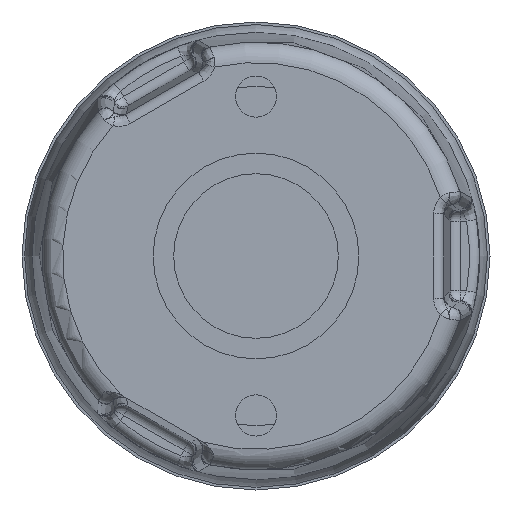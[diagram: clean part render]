
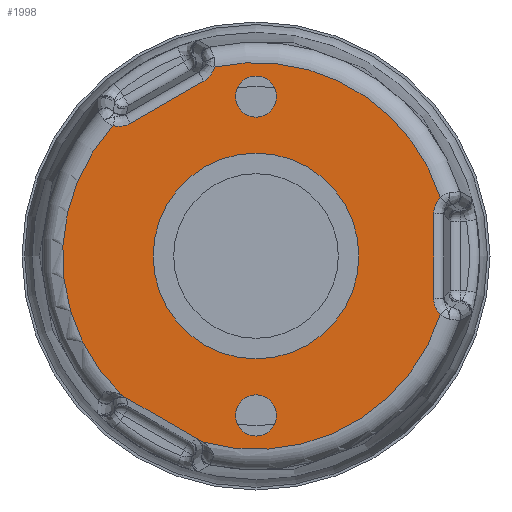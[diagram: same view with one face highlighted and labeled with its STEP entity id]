
A CAD part, front view. The second image highlights one B-rep face of the part: STEP entity #1998.
In plain terms, the highlighted planar face has unit normal (0, -1, 0).
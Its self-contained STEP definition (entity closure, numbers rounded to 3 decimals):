
#105=LINE('',#5875,#164);
#110=LINE('',#13142,#169);
#124=LINE('',#17401,#183);
#164=VECTOR('',#2320,8.233);
#169=VECTOR('',#2341,8.233);
#183=VECTOR('',#2421,9.056);
#226=B_SPLINE_CURVE_WITH_KNOTS('',3,(#5918,#5919,#5920,#5921,#5922,#5923,
#5924),.UNSPECIFIED.,.F.,.F.,(4,1,1,1,4),(0.,0.025,0.05,
0.1,0.175),.UNSPECIFIED.);
#231=B_SPLINE_CURVE_WITH_KNOTS('',3,(#9831,#9832,#9833,#9834,#9835,#9836,
#9837),.UNSPECIFIED.,.F.,.F.,(4,1,1,1,4),(0.,0.1,0.125,
0.15,0.175),.UNSPECIFIED.);
#242=B_SPLINE_CURVE_WITH_KNOTS('',3,(#13179,#13180,#13181,#13182,#13183,
#13184),.UNSPECIFIED.,.F.,.F.,(4,1,1,4),(0.,0.025,0.075,
0.175),.UNSPECIFIED.);
#247=B_SPLINE_CURVE_WITH_KNOTS('',3,(#16783,#16784,#16785,#16786,#16787,
#16788,#16789),.UNSPECIFIED.,.F.,.F.,(4,1,1,1,4),(0.,0.075,
0.125,0.15,0.175),.UNSPECIFIED.);
#371=PLANE('',#2195);
#400=FACE_BOUND('',#688,.T.);
#401=FACE_BOUND('',#689,.T.);
#402=FACE_BOUND('',#690,.T.);
#535=FACE_OUTER_BOUND('',#687,.T.);
#687=EDGE_LOOP('',(#1763,#1764,#1765,#1766,#1767,#1768,#1769,#1770,#1771,
#1772));
#688=EDGE_LOOP('',(#1773));
#689=EDGE_LOOP('',(#1774));
#690=EDGE_LOOP('',(#1775));
#757=CIRCLE('',#2043,10.);
#764=CIRCLE('',#2055,2.);
#766=CIRCLE('',#2058,2.);
#840=CIRCLE('',#2188,18.803);
#841=CIRCLE('',#2190,18.803);
#844=CIRCLE('',#2194,18.803);
#877=VERTEX_POINT('',#2804);
#884=VERTEX_POINT('',#2823);
#886=VERTEX_POINT('',#2828);
#887=VERTEX_POINT('',#4850);
#891=VERTEX_POINT('',#5868);
#894=VERTEX_POINT('',#5873);
#896=VERTEX_POINT('',#8681);
#907=VERTEX_POINT('',#12075);
#911=VERTEX_POINT('',#13135);
#914=VERTEX_POINT('',#13140);
#916=VERTEX_POINT('',#15721);
#955=VERTEX_POINT('',#17395);
#956=VERTEX_POINT('',#17400);
#1052=EDGE_CURVE('',#877,#877,#757,.T.);
#1059=EDGE_CURVE('',#884,#884,#764,.T.);
#1061=EDGE_CURVE('',#886,#886,#766,.T.);
#1069=EDGE_CURVE('',#894,#891,#105,.T.);
#1071=EDGE_CURVE('',#887,#894,#226,.T.);
#1077=EDGE_CURVE('',#891,#896,#231,.T.);
#1096=EDGE_CURVE('',#914,#911,#110,.T.);
#1098=EDGE_CURVE('',#907,#914,#242,.T.);
#1104=EDGE_CURVE('',#911,#916,#247,.T.);
#1165=EDGE_CURVE('',#956,#955,#124,.T.);
#1284=EDGE_CURVE('',#916,#887,#840,.T.);
#1285=EDGE_CURVE('',#896,#955,#841,.T.);
#1288=EDGE_CURVE('',#956,#907,#844,.T.);
#1763=ORIENTED_EDGE('',*,*,#1071,.F.);
#1764=ORIENTED_EDGE('',*,*,#1284,.F.);
#1765=ORIENTED_EDGE('',*,*,#1104,.F.);
#1766=ORIENTED_EDGE('',*,*,#1096,.F.);
#1767=ORIENTED_EDGE('',*,*,#1098,.F.);
#1768=ORIENTED_EDGE('',*,*,#1288,.F.);
#1769=ORIENTED_EDGE('',*,*,#1165,.T.);
#1770=ORIENTED_EDGE('',*,*,#1285,.F.);
#1771=ORIENTED_EDGE('',*,*,#1077,.F.);
#1772=ORIENTED_EDGE('',*,*,#1069,.F.);
#1773=ORIENTED_EDGE('',*,*,#1052,.F.);
#1774=ORIENTED_EDGE('',*,*,#1059,.T.);
#1775=ORIENTED_EDGE('',*,*,#1061,.T.);
#1998=ADVANCED_FACE('',(#535,#400,#401,#402),#371,.T.);
#2043=AXIS2_PLACEMENT_3D('',#2805,#2279,#2280);
#2055=AXIS2_PLACEMENT_3D('',#2824,#2303,#2304);
#2058=AXIS2_PLACEMENT_3D('',#2829,#2309,#2310);
#2188=AXIS2_PLACEMENT_3D('',#18153,#2628,#2629);
#2190=AXIS2_PLACEMENT_3D('',#18155,#2632,#2633);
#2194=AXIS2_PLACEMENT_3D('',#18159,#2640,#2641);
#2195=AXIS2_PLACEMENT_3D('',#18160,#2642,#2643);
#2279=DIRECTION('center_axis',(0.,-1.,0.));
#2280=DIRECTION('ref_axis',(1.,0.,0.));
#2303=DIRECTION('center_axis',(0.,1.,0.));
#2304=DIRECTION('ref_axis',(1.,0.,0.));
#2309=DIRECTION('center_axis',(0.,1.,0.));
#2310=DIRECTION('ref_axis',(1.,0.,0.));
#2320=DIRECTION('',(0.,0.,-1.));
#2341=DIRECTION('',(0.866,0.,0.5));
#2421=DIRECTION('',(0.866,0.,-0.5));
#2628=DIRECTION('center_axis',(0.,1.,0.));
#2629=DIRECTION('ref_axis',(-1.,0.,0.));
#2632=DIRECTION('center_axis',(0.,1.,0.));
#2633=DIRECTION('ref_axis',(-1.,0.,0.));
#2640=DIRECTION('center_axis',(0.,1.,0.));
#2641=DIRECTION('ref_axis',(-1.,0.,0.));
#2642=DIRECTION('center_axis',(0.,-1.,0.));
#2643=DIRECTION('ref_axis',(0.,0.,-1.));
#2804=CARTESIAN_POINT('',(10.,0.,0.));
#2805=CARTESIAN_POINT('Origin',(0.,0.,0.));
#2823=CARTESIAN_POINT('',(2.,0.,15.5));
#2824=CARTESIAN_POINT('Origin',(0.,0.,15.5));
#2828=CARTESIAN_POINT('',(2.,0.,-15.5));
#2829=CARTESIAN_POINT('Origin',(0.,0.,-15.5));
#4850=CARTESIAN_POINT('',(17.919,0.,5.698));
#5868=CARTESIAN_POINT('',(17.267,0.,-4.117));
#5873=CARTESIAN_POINT('',(17.267,0.,4.117));
#5875=CARTESIAN_POINT('',(17.267,0.,2.5));
#5918=CARTESIAN_POINT('Ctrl Pts',(17.919,0.,
5.698));
#5919=CARTESIAN_POINT('Ctrl Pts',(17.864,0.,
5.636));
#5920=CARTESIAN_POINT('Ctrl Pts',(17.757,0.,
5.508));
#5921=CARTESIAN_POINT('Ctrl Pts',(17.565,0.,
5.234));
#5922=CARTESIAN_POINT('Ctrl Pts',(17.342,0.,
4.783));
#5923=CARTESIAN_POINT('Ctrl Pts',(17.267,0.,
4.367));
#5924=CARTESIAN_POINT('Ctrl Pts',(17.267,0.,
4.117));
#8681=CARTESIAN_POINT('',(17.919,0.,-5.698));
#9831=CARTESIAN_POINT('Ctrl Pts',(17.267,0.,
-4.117));
#9832=CARTESIAN_POINT('Ctrl Pts',(17.267,0.,
-4.45));
#9833=CARTESIAN_POINT('Ctrl Pts',(17.368,0.,
-4.866));
#9834=CARTESIAN_POINT('Ctrl Pts',(17.613,0.,
-5.303));
#9835=CARTESIAN_POINT('Ctrl Pts',(17.757,0.,
-5.508));
#9836=CARTESIAN_POINT('Ctrl Pts',(17.864,0.,
-5.636));
#9837=CARTESIAN_POINT('Ctrl Pts',(17.919,0.,
-5.698));
#12075=CARTESIAN_POINT('',(-13.894,0.,12.669));
#13135=CARTESIAN_POINT('',(-5.069,0.,17.012));
#13140=CARTESIAN_POINT('',(-12.199,0.,12.896));
#13142=CARTESIAN_POINT('',(-10.799,0.,13.704));
#13179=CARTESIAN_POINT('Ctrl Pts',(-13.894,0.,
12.669));
#13180=CARTESIAN_POINT('Ctrl Pts',(-13.813,0.,
12.653));
#13181=CARTESIAN_POINT('Ctrl Pts',(-13.566,0.,
12.609));
#13182=CARTESIAN_POINT('Ctrl Pts',(-12.98,0.,
12.584));
#13183=CARTESIAN_POINT('Ctrl Pts',(-12.487,0.,
12.729));
#13184=CARTESIAN_POINT('Ctrl Pts',(-12.199,0.,
12.896));
#15721=CARTESIAN_POINT('',(-4.025,0.,18.367));
#16783=CARTESIAN_POINT('Ctrl Pts',(-5.069,0.,
17.012));
#16784=CARTESIAN_POINT('Ctrl Pts',(-4.852,0.,
17.137));
#16785=CARTESIAN_POINT('Ctrl Pts',(-4.529,0.,
17.41));
#16786=CARTESIAN_POINT('Ctrl Pts',(-4.249,0.,
17.829));
#16787=CARTESIAN_POINT('Ctrl Pts',(-4.108,0.,
18.132));
#16788=CARTESIAN_POINT('Ctrl Pts',(-4.051,0.,
18.288));
#16789=CARTESIAN_POINT('Ctrl Pts',(-4.025,0.,
18.367));
#17395=CARTESIAN_POINT('',(-5.204,0.,-18.069));
#17400=CARTESIAN_POINT('',(-13.046,0.,-13.541));
#17401=CARTESIAN_POINT('',(-6.96,0.,-17.055));
#18153=CARTESIAN_POINT('Origin',(0.,0.,0.));
#18155=CARTESIAN_POINT('Origin',(0.,0.,0.));
#18159=CARTESIAN_POINT('Origin',(0.,0.,0.));
#18160=CARTESIAN_POINT('Origin',(0.,0.,0.));
